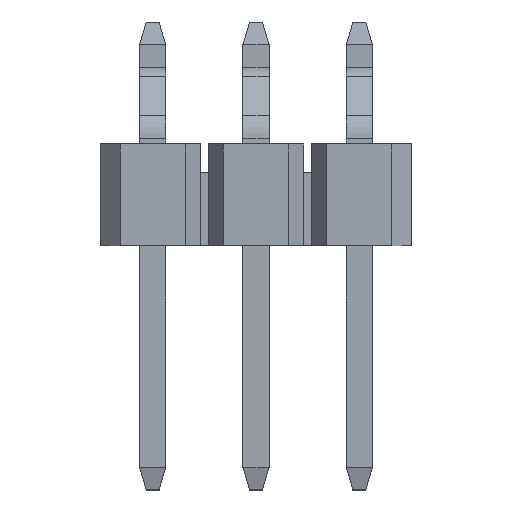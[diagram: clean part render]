
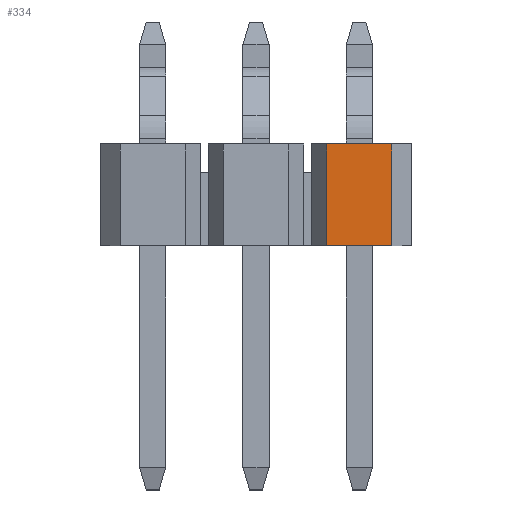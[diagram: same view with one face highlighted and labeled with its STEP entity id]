
A CAD part, top view. The second image highlights one B-rep face of the part: STEP entity #334.
In plain terms, the highlighted planar face has unit normal (0, 0, 1).
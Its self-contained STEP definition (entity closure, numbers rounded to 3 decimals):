
#334=ADVANCED_FACE('',(#683),#684,.T.);
#683=FACE_OUTER_BOUND('',#1044,.T.);
#684=PLANE('',#1045);
#1044=EDGE_LOOP('',(#1951,#1952,#1953,#1954));
#1045=AXIS2_PLACEMENT_3D('',#1955,#1956,#1957);
#1951=ORIENTED_EDGE('',*,*,#2499,.T.);
#1952=ORIENTED_EDGE('',*,*,#2500,.F.);
#1953=ORIENTED_EDGE('',*,*,#2465,.T.);
#1954=ORIENTED_EDGE('',*,*,#2497,.T.);
#1955=CARTESIAN_POINT('',(2.54,0.,1.25));
#1956=DIRECTION('',(0.0,0.,1.0));
#1957=DIRECTION('',(-1.0,0.0,0.0));
#2465=EDGE_CURVE('',#3020,#3018,#3021,.T.);
#2497=EDGE_CURVE('',#3018,#3066,#3068,.T.);
#2499=EDGE_CURVE('',#3066,#3070,#3071,.T.);
#2500=EDGE_CURVE('',#3020,#3070,#3072,.T.);
#3018=VERTEX_POINT('',#3809);
#3020=VERTEX_POINT('',#3812);
#3021=LINE('',#3813,#3814);
#3066=VERTEX_POINT('',#3881);
#3068=LINE('',#3884,#3885);
#3070=VERTEX_POINT('',#3887);
#3071=LINE('',#3888,#3889);
#3072=LINE('',#3890,#3891);
#3809=CARTESIAN_POINT('',(1.74,0.,1.25));
#3812=CARTESIAN_POINT('',(3.34,0.,1.25));
#3813=CARTESIAN_POINT('',(3.34,0.,1.25));
#3814=VECTOR('',#4260,1.0);
#3881=CARTESIAN_POINT('',(1.74,-2.5,1.25));
#3884=CARTESIAN_POINT('',(1.74,0.,1.25));
#3885=VECTOR('',#4284,1.0);
#3887=CARTESIAN_POINT('',(3.34,-2.5,1.25));
#3888=CARTESIAN_POINT('',(3.34,-2.5,1.25));
#3889=VECTOR('',#4285,1.0);
#3890=CARTESIAN_POINT('',(3.34,0.,1.25));
#3891=VECTOR('',#4286,1.0);
#4260=DIRECTION('',(-1.0,0.0,0.0));
#4284=DIRECTION('',(0.0,-1.0,0.));
#4285=DIRECTION('',(1.0,0.0,0.0));
#4286=DIRECTION('',(0.0,-1.0,0.));
